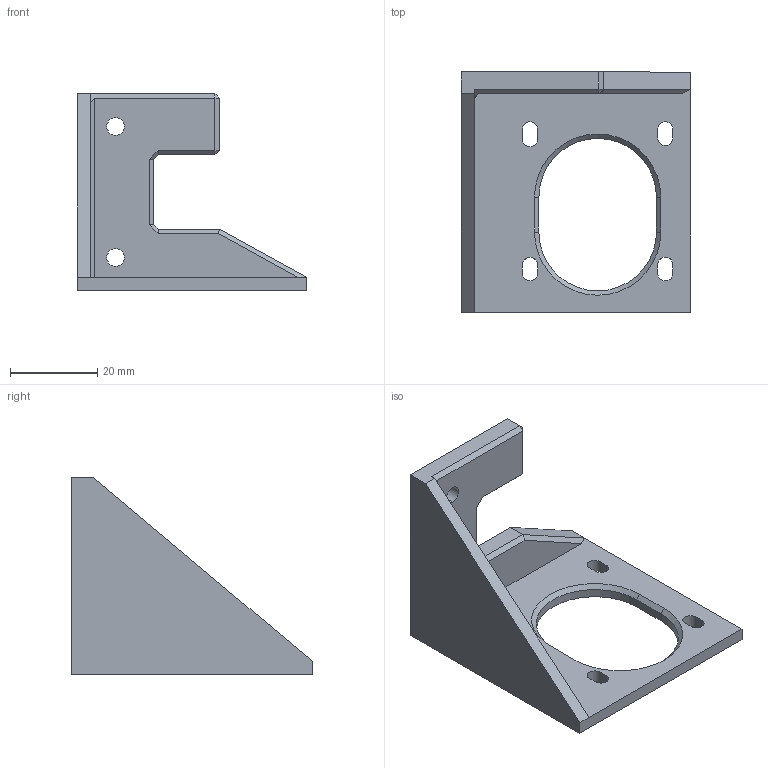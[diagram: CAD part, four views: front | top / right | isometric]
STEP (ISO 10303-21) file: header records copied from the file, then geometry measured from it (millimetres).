
FILE_DESCRIPTION (( 'STEP AP214' ), '1' );
FILE_NAME ('Z Motor Mount.STEP', '2023-01-16T21:46:25', ( '' ), ( '' ), 'SwSTEP 2.0', 'SolidWorks 2020', '' );
FILE_SCHEMA (( 'AUTOMOTIVE_DESIGN' ));
Length unit declared in the file: millimetre
Products named in the file (1): Z Motor Mount
Bounding box: 52.5 x 55 x 45 mm (x, y, z)
Volume: 15148.3 mm3; surface area: 10107 mm2
Topology: 1 solids, 1 shells, 58 faces, 151 edges, 95 vertices
Faces by surface type: plane 42, cylinder 14, cone 2
Entity records: 1811 total; most frequent: CARTESIAN_POINT 305, ORIENTED_EDGE 302, DIRECTION 299, EDGE_CURVE 151, VECTOR 121, LINE 121, VERTEX_POINT 95, AXIS2_PLACEMENT_3D 89
